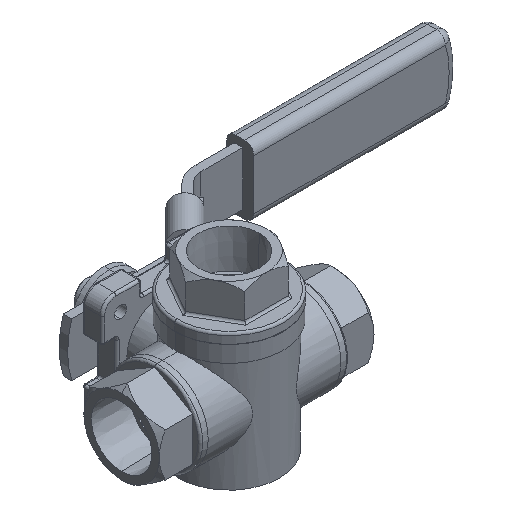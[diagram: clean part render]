
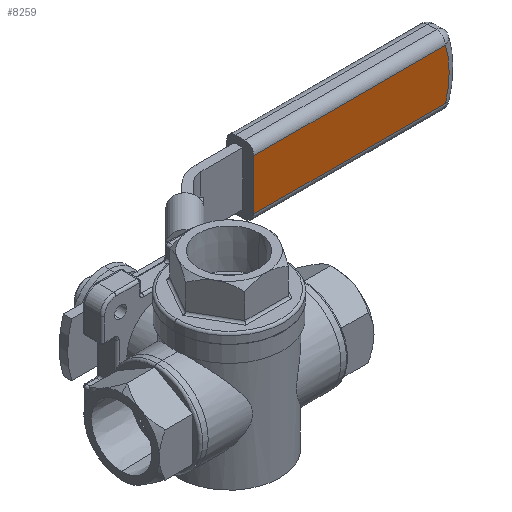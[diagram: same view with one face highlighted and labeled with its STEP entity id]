
A CAD part, isometric view. The second image highlights one B-rep face of the part: STEP entity #8259.
In plain terms, the highlighted planar face has unit normal (0, -1, 0).
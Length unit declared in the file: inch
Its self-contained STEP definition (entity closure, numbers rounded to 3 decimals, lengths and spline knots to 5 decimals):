
#228 = ORIENTED_EDGE ( 'NONE', *, *, #13326, .F. ) ;
#447 = EDGE_CURVE ( 'NONE', #17271, #12484, #8919, .T. ) ;
#475 = DIRECTION ( 'NONE',  ( -1., 0., 0. ) ) ;
#652 = CARTESIAN_POINT ( 'NONE',  ( 2.45076, 2.107, 0.475 ) ) ;
#1761 = FACE_OUTER_BOUND ( 'NONE', #14899, .T. ) ;
#2025 = CARTESIAN_POINT ( 'NONE',  ( 3.93441, 2.107, 0. ) ) ;
#3084 = DIRECTION ( 'NONE',  ( 0., 0., 1. ) ) ;
#3599 = VECTOR ( 'NONE', #3084, 39.37008 ) ;
#4670 = CARTESIAN_POINT ( 'NONE',  ( 2.45076, 2.107, 0.35 ) ) ;
#4746 = EDGE_CURVE ( 'NONE', #12787, #11963, #16460, .T. ) ;
#5112 = VECTOR ( 'NONE', #475, 39.37008 ) ;
#5654 = LINE ( 'NONE', #652, #3599 ) ;
#6337 = CARTESIAN_POINT ( 'NONE',  ( 5.11096, 2.107, -0.35 ) ) ;
#6558 = VECTOR ( 'NONE', #15937, 39.37008 ) ;
#7406 = DIRECTION ( 'NONE',  ( 0., 0., 1. ) ) ;
#7776 = CIRCLE ( 'NONE', #10051, 1.2275 ) ;
#8259 = ADVANCED_FACE ( 'NONE', ( #1761 ), #15334, .F. ) ;
#8919 = LINE ( 'NONE', #14521, #6558 ) ;
#9489 = CARTESIAN_POINT ( 'NONE',  ( 3.93441, 2.107, 0. ) ) ;
#10051 = AXIS2_PLACEMENT_3D ( 'NONE', #9489, #16168, #16257 ) ;
#11227 = DIRECTION ( 'NONE',  ( 0., 1., 0. ) ) ;
#11963 = VERTEX_POINT ( 'NONE', #12159 ) ;
#12159 = CARTESIAN_POINT ( 'NONE',  ( 2.45076, 2.107, 0.35 ) ) ;
#12484 = VERTEX_POINT ( 'NONE', #6337 ) ;
#12787 = VERTEX_POINT ( 'NONE', #17146 ) ;
#13326 = EDGE_CURVE ( 'NONE', #17271, #11963, #5654, .T. ) ;
#13375 = ORIENTED_EDGE ( 'NONE', *, *, #447, .T. ) ;
#13385 = ORIENTED_EDGE ( 'NONE', *, *, #17302, .T. ) ;
#13907 = AXIS2_PLACEMENT_3D ( 'NONE', #2025, #11227, #7406 ) ;
#14521 = CARTESIAN_POINT ( 'NONE',  ( 5.20076, 2.107, -0.35 ) ) ;
#14817 = ORIENTED_EDGE ( 'NONE', *, *, #4746, .T. ) ;
#14858 = CARTESIAN_POINT ( 'NONE',  ( 2.45076, 2.107, -0.35 ) ) ;
#14899 = EDGE_LOOP ( 'NONE', ( #228, #13375, #13385, #14817 ) ) ;
#15334 = PLANE ( 'NONE',  #13907 ) ;
#15937 = DIRECTION ( 'NONE',  ( 1., 0., 0. ) ) ;
#16168 = DIRECTION ( 'NONE',  ( 0., -1., 0. ) ) ;
#16257 = DIRECTION ( 'NONE',  ( 0., 0., 1. ) ) ;
#16460 = LINE ( 'NONE', #4670, #5112 ) ;
#17146 = CARTESIAN_POINT ( 'NONE',  ( 5.11096, 2.107, 0.35 ) ) ;
#17271 = VERTEX_POINT ( 'NONE', #14858 ) ;
#17302 = EDGE_CURVE ( 'NONE', #12484, #12787, #7776, .T. ) ;
